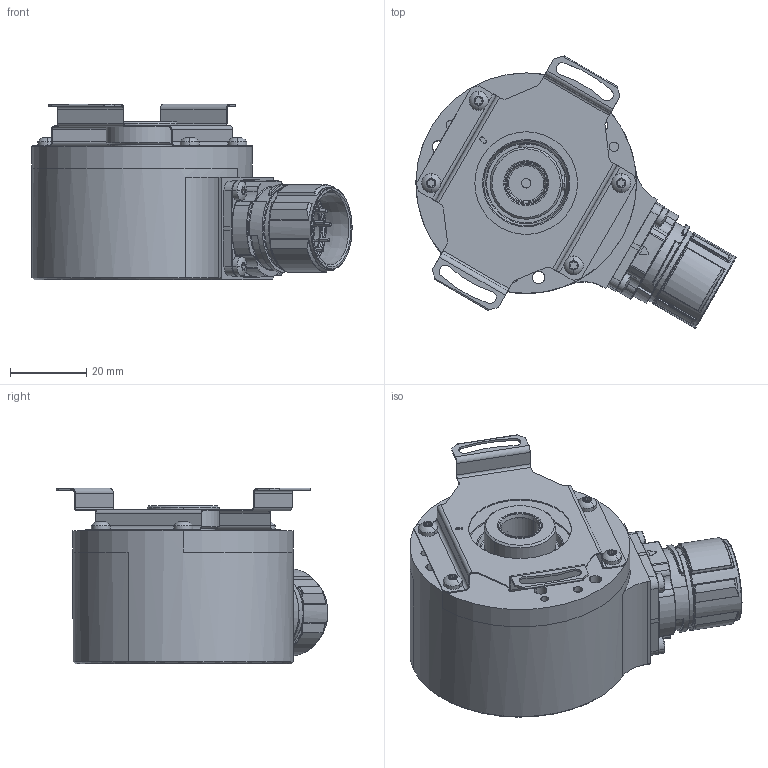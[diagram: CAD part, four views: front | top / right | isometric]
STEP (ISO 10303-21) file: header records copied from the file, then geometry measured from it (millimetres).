
FILE_DESCRIPTION((''),'2;1');
FILE_NAME('519256-K01_SW0001','2014-03-11T',('se2546'),(''),'PRO/ENGINEER BY PARAMETRIC TECHNOLOGY CORPORATION, 2013150','PRO/ENGINEER BY PARAMETRIC TECHNOLOGY CORPORATION, 2013150','');
FILE_SCHEMA(('CONFIG_CONTROL_DESIGN'));
Length unit declared in the file: millimetre
Products named in the file (1): 519256-K01_SW0001
Bounding box: 84.21 x 71.52 x 46.2 mm (x, y, z)
Volume: 62924.2 mm3; surface area: 46475 mm2
Topology: 2 solids, 2 shells, 1773 faces, 4713 edges, 2913 vertices
Faces by surface type: cylinder 795, plane 532, torus 168, cone 127, bspline 103, sphere 36, revolution 12
Entity records: 82724 total; most frequent: CARTESIAN_POINT 28578, DIRECTION 9422, ORIENTED_EDGE 9310, EDGE_CURVE 4655, AXIS2_PLACEMENT_3D 3793, VERTEX_POINT 2912, CIRCLE 2135, EDGE_LOOP 1909
